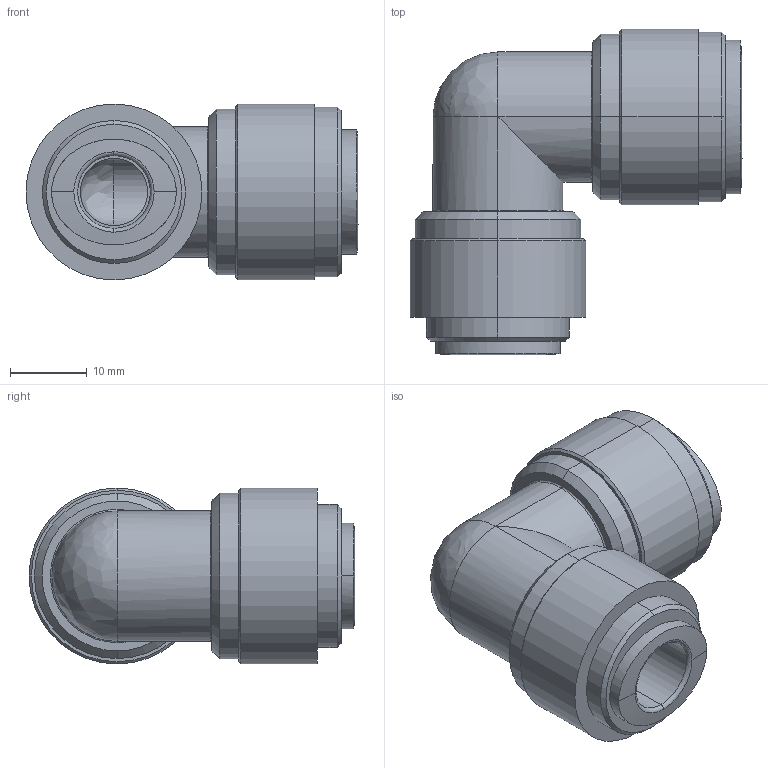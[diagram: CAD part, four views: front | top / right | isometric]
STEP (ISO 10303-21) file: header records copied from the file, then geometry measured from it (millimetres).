
FILE_DESCRIPTION (( 'STEP AP214' ), '1' );
FILE_NAME ('URL12-38-P.step', '2017-08-29T21:02:06', ( '' ), ( '' ), 'SwSTEP 2.0', 'SolidWorks 2017', '' );
FILE_SCHEMA (( 'AUTOMOTIVE_DESIGN' ));
Length unit declared in the file: inch
Products named in the file (1): URL12-38-P
Bounding box: 43.4 x 42.6 x 23 mm (x, y, z)
Volume: 13887.3 mm3; surface area: 6839.8 mm2
Topology: 1 solids, 1 shells, 64 faces, 136 edges, 80 vertices
Faces by surface type: cylinder 24, bspline 18, cone 12, plane 10
Entity records: 3289 total; most frequent: CARTESIAN_POINT 1964, ORIENTED_EDGE 268, DIRECTION 262, EDGE_CURVE 134, AXIS2_PLACEMENT_3D 113, VERTEX_POINT 80, EDGE_LOOP 74, CIRCLE 66
